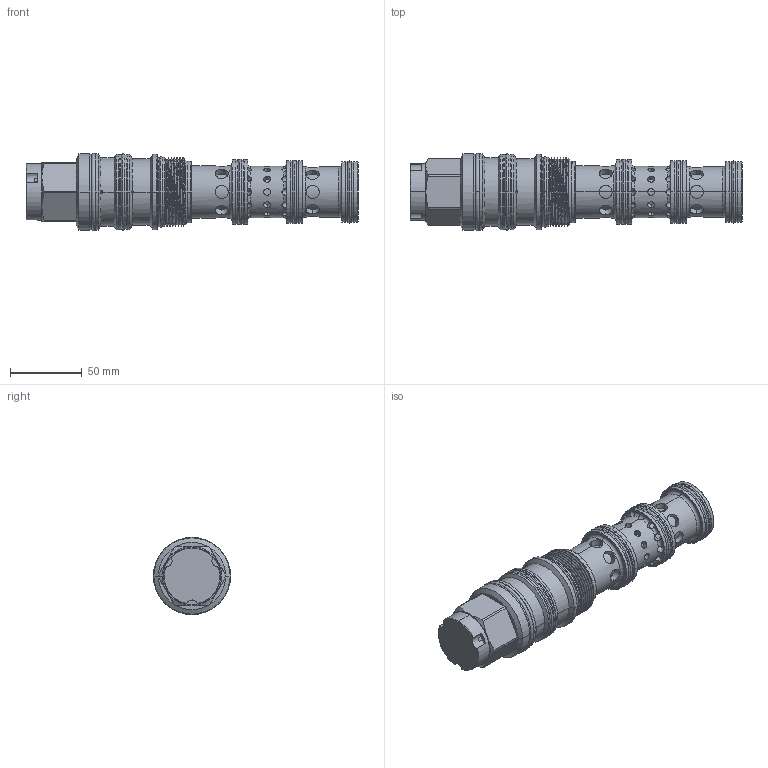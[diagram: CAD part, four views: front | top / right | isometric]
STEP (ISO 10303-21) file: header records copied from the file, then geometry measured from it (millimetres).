
FILE_DESCRIPTION (( 'STEP AP203' ), '1' );
FILE_NAME ('DC64A6E18-N.STEP', '2020-03-19T01:09:23', ( '' ), ( '' ), 'SwSTEP 2.0', 'SolidWorks 2018', '' );
FILE_SCHEMA (( 'CONFIG_CONTROL_DESIGN' ));
Length unit declared in the file: millimetre
Products named in the file (1): DC64A6E18-N
Bounding box: 231.37 x 53.84 x 53.84 mm (x, y, z)
Volume: 312555.5 mm3; surface area: 63885.9 mm2
Topology: 8 solids, 8 shells, 471 faces, 1114 edges, 710 vertices
Faces by surface type: cylinder 307, plane 65, torus 52, cone 44, bspline 3
Entity records: 21839 total; most frequent: CARTESIAN_POINT 11457, ORIENTED_EDGE 2228, DIRECTION 2023, EDGE_CURVE 1114, AXIS2_PLACEMENT_3D 858, VERTEX_POINT 710, EDGE_LOOP 536, FACE_OUTER_BOUND 471
